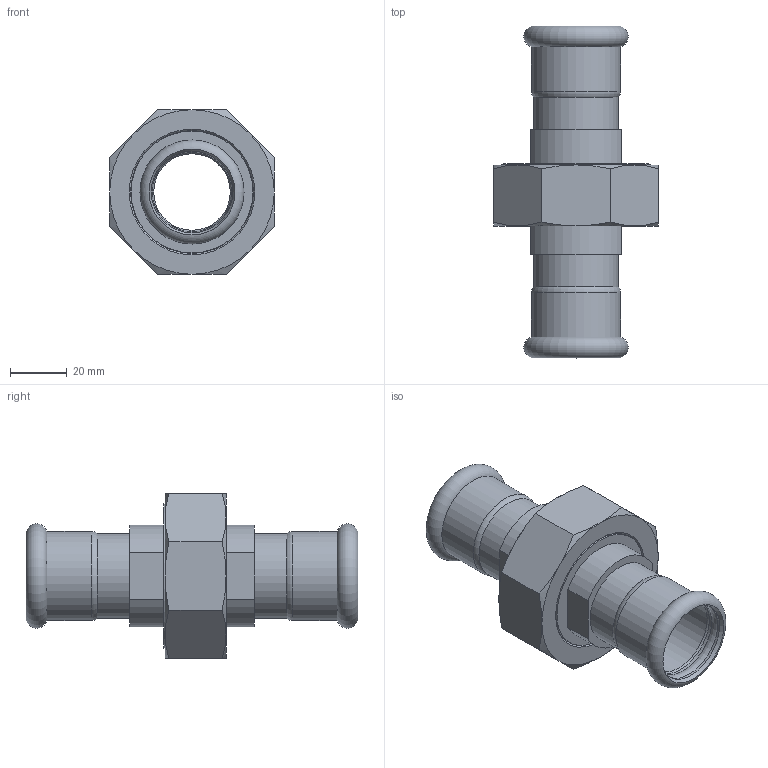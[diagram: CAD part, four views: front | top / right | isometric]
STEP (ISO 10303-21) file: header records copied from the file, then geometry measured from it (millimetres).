
FILE_DESCRIPTION(/* description */ ('Bocchettone Sede Piana a Press. DN28'),/* implementation_level */ '2;1');
FILE_NAME(/* name */ '184028001_Inoxpres.stp',/* time_stamp */ '2022-10-11T13:35:37+02:00',/* author */ ('Vault'),/* organization */ ('Raccorderie metalliche s.p.a. '),/* preprocessor_version */ 'ST-DEVELOPER v18.1',/* originating_system */ 'Autodesk Inventor 2020',/* authorisation */ 'Raccorderie metalliche s.p.a. ');
FILE_SCHEMA (('AUTOMOTIVE_DESIGN { 1 0 10303 214 3 1 1 }'));
Length unit declared in the file: millimetre
Products named in the file (1): 184028001_Inoxpres
Bounding box: 58 x 117 x 58 mm (x, y, z)
Volume: 62950.5 mm3; surface area: 33841.5 mm2
Topology: 1 solids, 2 shells, 85 faces, 229 edges, 157 vertices
Faces by surface type: cylinder 25, plane 25, cone 22, torus 13
Full cylindrical faces by diameter (mm): 27 x2, 28.4 x2, 28.8 x4, 30 x2, 31.4 x2, 33 x1, 37 x1, 39 x1, 43 x1, 43.3 x1, 47.5 x1, 47.6 x1, 48 x1, 50.96 x1
Entity records: 2788 total; most frequent: CARTESIAN_POINT 536, DIRECTION 515, ORIENTED_EDGE 458, AXIS2_PLACEMENT_3D 232, EDGE_CURVE 229, VERTEX_POINT 157, CIRCLE 146, EDGE_LOOP 98
